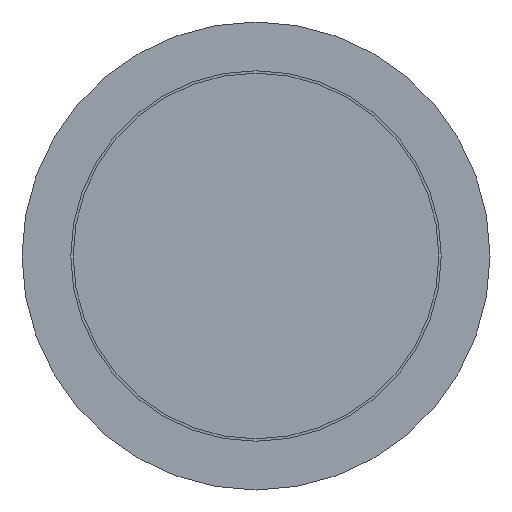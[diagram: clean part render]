
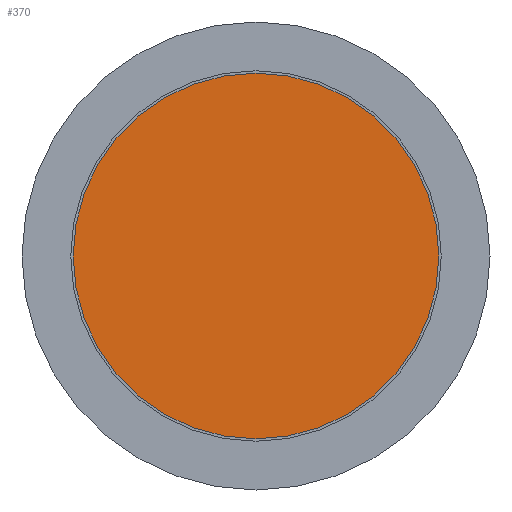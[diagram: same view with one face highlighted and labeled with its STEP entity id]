
A CAD part, front view. The second image highlights one B-rep face of the part: STEP entity #370.
In plain terms, the highlighted planar face has unit normal (0, -1, 0).
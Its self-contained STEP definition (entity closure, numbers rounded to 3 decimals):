
#22 = DIRECTION ( 'NONE',  ( 0., 0., 1. ) ) ;
#49 = DIRECTION ( 'NONE',  ( 0., -1., 0. ) ) ;
#108 = VERTEX_POINT ( 'NONE', #287 ) ;
#140 = CARTESIAN_POINT ( 'NONE',  ( -18.75, 0., 0. ) ) ;
#220 = PLANE ( 'NONE',  #313 ) ;
#266 = DIRECTION ( 'NONE',  ( 0., 1., 0. ) ) ;
#268 = CARTESIAN_POINT ( 'NONE',  ( 0., 0., 0. ) ) ;
#287 = CARTESIAN_POINT ( 'NONE',  ( 0., 0., -18.75 ) ) ;
#313 = AXIS2_PLACEMENT_3D ( 'NONE', #140, #266, #22 ) ;
#314 = FACE_OUTER_BOUND ( 'NONE', #527, .T. ) ;
#340 = ORIENTED_EDGE ( 'NONE', *, *, #412, .T. ) ;
#349 = CIRCLE ( 'NONE', #418, 18.75 ) ;
#370 = ADVANCED_FACE ( 'NONE', ( #314 ), #220, .F. ) ;
#397 = DIRECTION ( 'NONE',  ( 0., 0., -1. ) ) ;
#412 = EDGE_CURVE ( 'NONE', #108, #108, #349, .T. ) ;
#418 = AXIS2_PLACEMENT_3D ( 'NONE', #268, #49, #397 ) ;
#527 = EDGE_LOOP ( 'NONE', ( #340 ) ) ;
